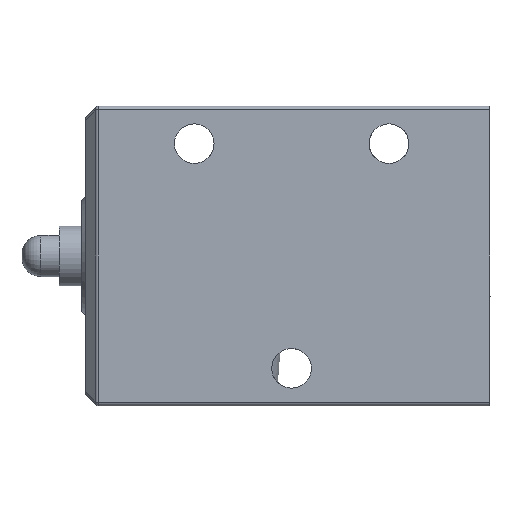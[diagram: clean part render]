
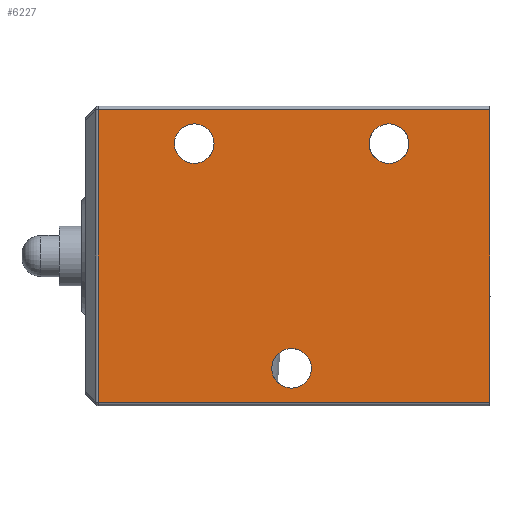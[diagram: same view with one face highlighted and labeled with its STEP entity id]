
A CAD part, left-side view. The second image highlights one B-rep face of the part: STEP entity #6227.
In plain terms, the highlighted planar face has unit normal (-1, 0, 0).
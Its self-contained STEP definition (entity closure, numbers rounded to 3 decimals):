
#100 = CIRCLE ( 'NONE', #12382, 2.65 ) ;
#400 = FACE_BOUND ( 'NONE', #1816, .T. ) ;
#401 = FACE_BOUND ( 'NONE', #1849, .T. ) ;
#402 = FACE_BOUND ( 'NONE', #1827, .T. ) ;
#403 = FACE_OUTER_BOUND ( 'NONE', #1791, .T. ) ;
#750 = CIRCLE ( 'NONE', #12161, 2.65 ) ;
#799 = LINE ( 'NONE', #2583, #800 ) ;
#800 = VECTOR ( 'NONE', #3000, 1000. ) ;
#855 = LINE ( 'NONE', #2514, #857 ) ;
#857 = VECTOR ( 'NONE', #2553, 1000. ) ;
#1013 = VERTEX_POINT ( 'NONE', #6837 ) ;
#1067 = VERTEX_POINT ( 'NONE', #6783 ) ;
#1097 = VERTEX_POINT ( 'NONE', #6753 ) ;
#1107 = VERTEX_POINT ( 'NONE', #6743 ) ;
#1108 = VERTEX_POINT ( 'NONE', #6742 ) ;
#1147 = VERTEX_POINT ( 'NONE', #6703 ) ;
#1236 = VERTEX_POINT ( 'NONE', #6614 ) ;
#1239 = VERTEX_POINT ( 'NONE', #6611 ) ;
#1293 = VERTEX_POINT ( 'NONE', #6598 ) ;
#1296 = VERTEX_POINT ( 'NONE', #6595 ) ;
#1336 = ORIENTED_EDGE ( 'NONE', *, *, #10514, .T. ) ;
#1342 = ORIENTED_EDGE ( 'NONE', *, *, #10167, .T. ) ;
#1419 = ORIENTED_EDGE ( 'NONE', *, *, #10105, .T. ) ;
#1426 = ORIENTED_EDGE ( 'NONE', *, *, #10173, .F. ) ;
#1448 = ORIENTED_EDGE ( 'NONE', *, *, #9983, .T. ) ;
#1474 = ORIENTED_EDGE ( 'NONE', *, *, #9889, .T. ) ;
#1480 = ORIENTED_EDGE ( 'NONE', *, *, #10219, .T. ) ;
#1515 = ORIENTED_EDGE ( 'NONE', *, *, #9931, .T. ) ;
#1532 = ORIENTED_EDGE ( 'NONE', *, *, #10197, .T. ) ;
#1549 = ORIENTED_EDGE ( 'NONE', *, *, #10131, .T. ) ;
#1791 = EDGE_LOOP ( 'NONE', ( #1426, #1515, #1448, #1342 ) ) ;
#1816 = EDGE_LOOP ( 'NONE', ( #1474, #1419 ) ) ;
#1827 = EDGE_LOOP ( 'NONE', ( #1549, #1532 ) ) ;
#1849 = EDGE_LOOP ( 'NONE', ( #1336, #1480 ) ) ;
#2514 = CARTESIAN_POINT ( 'NONE',  ( -12.5, 25.293, -20. ) ) ;
#2553 = DIRECTION ( 'NONE',  ( 0., 0., -1. ) ) ;
#2583 = CARTESIAN_POINT ( 'NONE',  ( -12.5, -27.5, 19.5 ) ) ;
#2773 = DIRECTION ( 'NONE',  ( 0., 0., -1. ) ) ;
#2776 = DIRECTION ( 'NONE',  ( 1., 0., 0. ) ) ;
#2806 = CARTESIAN_POINT ( 'NONE',  ( -12.5, 12.5, 15. ) ) ;
#3000 = DIRECTION ( 'NONE',  ( 0., 1., 0. ) ) ;
#4833 = DIRECTION ( 'NONE',  ( 0., 0., -1. ) ) ;
#4834 = DIRECTION ( 'NONE',  ( 1., 0., 0. ) ) ;
#4835 = CARTESIAN_POINT ( 'NONE',  ( -12.5, -27.5, 20. ) ) ;
#4836 = PLANE ( 'NONE',  #10726 ) ;
#5266 = CARTESIAN_POINT ( 'NONE',  ( -12.5, 12.5, 15. ) ) ;
#5267 = DIRECTION ( 'NONE',  ( 1., 0., 0. ) ) ;
#5268 = DIRECTION ( 'NONE',  ( 0., 0., -1. ) ) ;
#5333 = CARTESIAN_POINT ( 'NONE',  ( -12.5, -0.5, -15. ) ) ;
#5334 = DIRECTION ( 'NONE',  ( 1., 0., 0. ) ) ;
#5335 = DIRECTION ( 'NONE',  ( 0., 0., -1. ) ) ;
#5434 = CARTESIAN_POINT ( 'NONE',  ( -12.5, -27.5, -19.5 ) ) ;
#5435 = DIRECTION ( 'NONE',  ( 0., -1., 0. ) ) ;
#5450 = CARTESIAN_POINT ( 'NONE',  ( -12.5, -27., 19.5 ) ) ;
#5451 = DIRECTION ( 'NONE',  ( 0., 0., -1. ) ) ;
#6227 = ADVANCED_FACE ( 'NONE', ( #400, #401, #402, #403 ), #4836, .F. ) ;
#6595 = CARTESIAN_POINT ( 'NONE',  ( -12.5, -13.5, 12.35 ) ) ;
#6598 = CARTESIAN_POINT ( 'NONE',  ( -12.5, 12.5, 12.35 ) ) ;
#6611 = CARTESIAN_POINT ( 'NONE',  ( -12.5, 25.293, -19.5 ) ) ;
#6614 = CARTESIAN_POINT ( 'NONE',  ( -12.5, -0.5, -17.65 ) ) ;
#6703 = CARTESIAN_POINT ( 'NONE',  ( -12.5, 12.5, 17.65 ) ) ;
#6742 = CARTESIAN_POINT ( 'NONE',  ( -12.5, -13.5, 17.65 ) ) ;
#6743 = CARTESIAN_POINT ( 'NONE',  ( -12.5, -27., 19.5 ) ) ;
#6753 = CARTESIAN_POINT ( 'NONE',  ( -12.5, -27., -19.5 ) ) ;
#6783 = CARTESIAN_POINT ( 'NONE',  ( -12.5, 25.293, 19.5 ) ) ;
#6837 = CARTESIAN_POINT ( 'NONE',  ( -12.5, -0.5, -12.35 ) ) ;
#7013 = CIRCLE ( 'NONE', #12225, 2.65 ) ;
#7049 = CIRCLE ( 'NONE', #12251, 2.65 ) ;
#7092 = LINE ( 'NONE', #5434, #7094 ) ;
#7094 = VECTOR ( 'NONE', #5435, 1000. ) ;
#7101 = LINE ( 'NONE', #5450, #7102 ) ;
#7102 = VECTOR ( 'NONE', #5451, 1000. ) ;
#7145 = CIRCLE ( 'NONE', #12302, 2.65 ) ;
#7170 = CIRCLE ( 'NONE', #12309, 2.65 ) ;
#9889 = EDGE_CURVE ( 'NONE', #1147, #1293, #750, .T. ) ;
#9931 = EDGE_CURVE ( 'NONE', #1107, #1067, #799, .T. ) ;
#9983 = EDGE_CURVE ( 'NONE', #1067, #1239, #855, .T. ) ;
#10105 = EDGE_CURVE ( 'NONE', #1293, #1147, #7013, .T. ) ;
#10131 = EDGE_CURVE ( 'NONE', #1013, #1236, #7049, .T. ) ;
#10167 = EDGE_CURVE ( 'NONE', #1239, #1097, #7092, .T. ) ;
#10173 = EDGE_CURVE ( 'NONE', #1107, #1097, #7101, .T. ) ;
#10197 = EDGE_CURVE ( 'NONE', #1236, #1013, #7145, .T. ) ;
#10219 = EDGE_CURVE ( 'NONE', #1296, #1108, #7170, .T. ) ;
#10514 = EDGE_CURVE ( 'NONE', #1108, #1296, #100, .T. ) ;
#10726 = AXIS2_PLACEMENT_3D ( 'NONE', #4835, #4834, #4833 ) ;
#11626 = CARTESIAN_POINT ( 'NONE',  ( -12.5, -13.5, 15. ) ) ;
#11628 = DIRECTION ( 'NONE',  ( 1., 0., 0. ) ) ;
#11629 = DIRECTION ( 'NONE',  ( 0., 0., -1. ) ) ;
#12161 = AXIS2_PLACEMENT_3D ( 'NONE', #2806, #2776, #2773 ) ;
#12225 = AXIS2_PLACEMENT_3D ( 'NONE', #5266, #5267, #5268 ) ;
#12251 = AXIS2_PLACEMENT_3D ( 'NONE', #5333, #5334, #5335 ) ;
#12302 = AXIS2_PLACEMENT_3D ( 'NONE', #12834, #12835, #12836 ) ;
#12309 = AXIS2_PLACEMENT_3D ( 'NONE', #12925, #12926, #12927 ) ;
#12382 = AXIS2_PLACEMENT_3D ( 'NONE', #11626, #11628, #11629 ) ;
#12834 = CARTESIAN_POINT ( 'NONE',  ( -12.5, -0.5, -15. ) ) ;
#12835 = DIRECTION ( 'NONE',  ( 1., 0., 0. ) ) ;
#12836 = DIRECTION ( 'NONE',  ( 0., 0., -1. ) ) ;
#12925 = CARTESIAN_POINT ( 'NONE',  ( -12.5, -13.5, 15. ) ) ;
#12926 = DIRECTION ( 'NONE',  ( 1., 0., 0. ) ) ;
#12927 = DIRECTION ( 'NONE',  ( 0., 0., -1. ) ) ;
